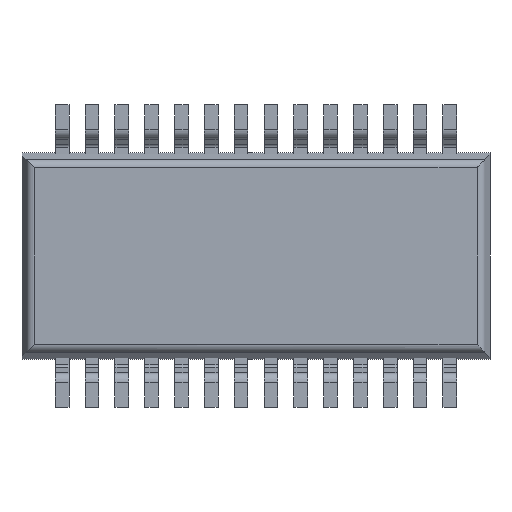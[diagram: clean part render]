
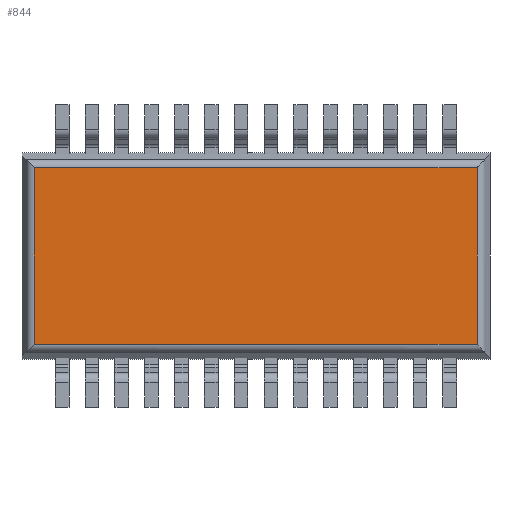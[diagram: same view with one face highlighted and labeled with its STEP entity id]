
A CAD part, front view. The second image highlights one B-rep face of the part: STEP entity #844.
In plain terms, the highlighted planar face has unit normal (0, -1, 0).
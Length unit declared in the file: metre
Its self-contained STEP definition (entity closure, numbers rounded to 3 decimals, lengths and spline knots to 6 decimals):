
#844 = ADVANCED_FACE( '', ( #1935 ), #1936, .T. );
#1935 = FACE_OUTER_BOUND( '', #3326, .T. );
#1936 = PLANE( '', #3327 );
#3326 = EDGE_LOOP( '', ( #5367, #5368, #5369, #5370 ) );
#3327 = AXIS2_PLACEMENT_3D( '', #5371, #5372, #5373 );
#5367 = ORIENTED_EDGE( '', *, *, #8650, .T. );
#5368 = ORIENTED_EDGE( '', *, *, #8651, .T. );
#5369 = ORIENTED_EDGE( '', *, *, #8652, .T. );
#5370 = ORIENTED_EDGE( '', *, *, #8628, .T. );
#5371 = CARTESIAN_POINT( '', ( -0.000725, 0.00015, -0.00125 ) );
#5372 = DIRECTION( '', ( 0., -1., 0. ) );
#5373 = DIRECTION( '', ( 0., 0., -1. ) );
#8628 = EDGE_CURVE( '', #10570, #10574, #10576, .F. );
#8650 = EDGE_CURVE( '', #10574, #10607, #10608, .T. );
#8651 = EDGE_CURVE( '', #10607, #10609, #10610, .T. );
#8652 = EDGE_CURVE( '', #10609, #10570, #10611, .F. );
#10570 = VERTEX_POINT( '', #13180 );
#10574 = VERTEX_POINT( '', #13185 );
#10576 = LINE( '', #13187, #13188 );
#10607 = VERTEX_POINT( '', #13233 );
#10608 = LINE( '', #13234, #13235 );
#10609 = VERTEX_POINT( '', #13236 );
#10610 = LINE( '', #13237, #13238 );
#10611 = LINE( '', #13239, #13240 );
#13180 = CARTESIAN_POINT( '', ( -0.000457, 0.00015, -0.001374 ) );
#13185 = CARTESIAN_POINT( '', ( -0.000457, 0.00015, -0.005226 ) );
#13187 = CARTESIAN_POINT( '', ( -0.000457, 0.00015, -0.00125 ) );
#13188 = VECTOR( '', #15419, 1. );
#13233 = CARTESIAN_POINT( '', ( 0.009193, 0.00015, -0.005226 ) );
#13234 = CARTESIAN_POINT( '', ( -0.000725, 0.00015, -0.005226 ) );
#13235 = VECTOR( '', #15440, 1. );
#13236 = CARTESIAN_POINT( '', ( 0.009193, 0.00015, -0.001374 ) );
#13237 = CARTESIAN_POINT( '', ( 0.009193, 0.00015, -0.00125 ) );
#13238 = VECTOR( '', #15441, 1. );
#13239 = CARTESIAN_POINT( '', ( -0.000725, 0.00015, -0.001374 ) );
#13240 = VECTOR( '', #15442, 1. );
#15419 = DIRECTION( '', ( 0., 0., 1. ) );
#15440 = DIRECTION( '', ( 1., 0., 0. ) );
#15441 = DIRECTION( '', ( 0., 0., 1. ) );
#15442 = DIRECTION( '', ( 1., 0., 0. ) );
